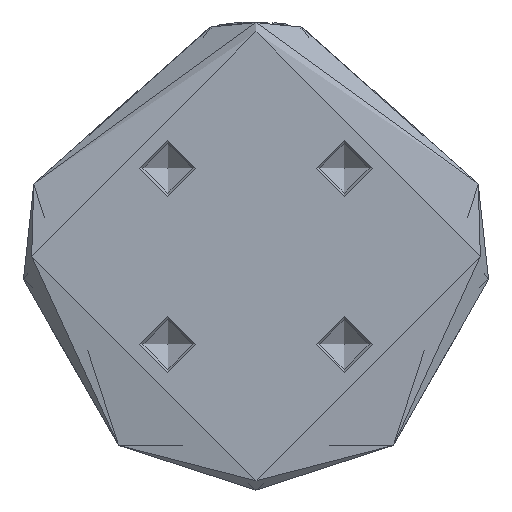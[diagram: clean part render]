
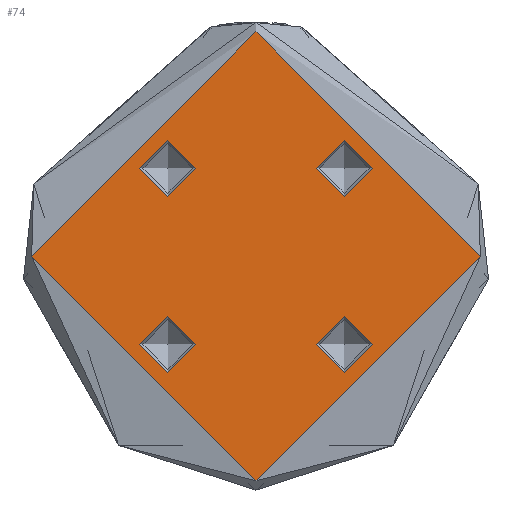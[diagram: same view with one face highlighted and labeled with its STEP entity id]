
A CAD part, front view. The second image highlights one B-rep face of the part: STEP entity #74.
In plain terms, the highlighted face is planar.
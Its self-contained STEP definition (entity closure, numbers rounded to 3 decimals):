
#56 = VERTEX_POINT ( 'NONE', #4597 ) ;
#74 = ADVANCED_FACE ( 'NONE', ( #4515, #3377, #3455, #3320, #3317 ), #2628, .F. ) ;
#131 = DIRECTION ( 'NONE',  ( 1., 0., 0. ) ) ;
#168 = EDGE_LOOP ( 'NONE', ( #4594 ) ) ;
#473 = AXIS2_PLACEMENT_3D ( 'NONE', #1280, #4497, #1751 ) ;
#839 = AXIS2_PLACEMENT_3D ( 'NONE', #2289, #5456, #2753 ) ;
#945 = CARTESIAN_POINT ( 'NONE',  ( 18.642, 14.142, 0. ) ) ;
#1177 = DIRECTION ( 'NONE',  ( 0., 0., -1. ) ) ;
#1262 = DIRECTION ( 'NONE',  ( -1., 0., 0. ) ) ;
#1280 = CARTESIAN_POINT ( 'NONE',  ( 14.142, -14.142, 0. ) ) ;
#1329 = EDGE_CURVE ( 'NONE', #56, #56, #4540, .T. ) ;
#1751 = DIRECTION ( 'NONE',  ( 1., 0., 0. ) ) ;
#1763 = CIRCLE ( 'NONE', #2216, 36. ) ;
#1787 = VERTEX_POINT ( 'NONE', #945 ) ;
#1990 = AXIS2_PLACEMENT_3D ( 'NONE', #3959, #1177, #4400 ) ;
#2008 = CIRCLE ( 'NONE', #473, 4.5 ) ;
#2216 = AXIS2_PLACEMENT_3D ( 'NONE', #5352, #2653, #5790 ) ;
#2289 = CARTESIAN_POINT ( 'NONE',  ( -14.142, -14.142, 0. ) ) ;
#2328 = EDGE_LOOP ( 'NONE', ( #5166 ) ) ;
#2628 = PLANE ( 'NONE',  #4212 ) ;
#2653 = DIRECTION ( 'NONE',  ( 0., 0., 1. ) ) ;
#2732 = AXIS2_PLACEMENT_3D ( 'NONE', #5583, #2883, #131 ) ;
#2753 = DIRECTION ( 'NONE',  ( -1., 0., 0. ) ) ;
#2883 = DIRECTION ( 'NONE',  ( 0., 0., 1. ) ) ;
#2902 = EDGE_LOOP ( 'NONE', ( #3406 ) ) ;
#3079 = CARTESIAN_POINT ( 'NONE',  ( 0., 0., 0. ) ) ;
#3246 = CARTESIAN_POINT ( 'NONE',  ( 18.642, -14.142, 0. ) ) ;
#3317 = FACE_OUTER_BOUND ( 'NONE', #4860, .T. ) ;
#3320 = FACE_BOUND ( 'NONE', #2328, .T. ) ;
#3325 = EDGE_CURVE ( 'NONE', #5545, #5545, #1763, .T. ) ;
#3377 = FACE_BOUND ( 'NONE', #5639, .T. ) ;
#3406 = ORIENTED_EDGE ( 'NONE', *, *, #5865, .F. ) ;
#3455 = FACE_BOUND ( 'NONE', #168, .T. ) ;
#3712 = ORIENTED_EDGE ( 'NONE', *, *, #1329, .T. ) ;
#3758 = CARTESIAN_POINT ( 'NONE',  ( -18.642, -14.142, 0. ) ) ;
#3959 = CARTESIAN_POINT ( 'NONE',  ( -14.142, 14.142, 0. ) ) ;
#4031 = DIRECTION ( 'NONE',  ( 0., 0., -1. ) ) ;
#4212 = AXIS2_PLACEMENT_3D ( 'NONE', #3079, #4031, #1262 ) ;
#4295 = EDGE_CURVE ( 'NONE', #5395, #5395, #2008, .T. ) ;
#4400 = DIRECTION ( 'NONE',  ( -1., 0., 0. ) ) ;
#4497 = DIRECTION ( 'NONE',  ( 0., 0., -1. ) ) ;
#4515 = FACE_BOUND ( 'NONE', #2902, .T. ) ;
#4540 = CIRCLE ( 'NONE', #1990, 4.5 ) ;
#4594 = ORIENTED_EDGE ( 'NONE', *, *, #4295, .T. ) ;
#4597 = CARTESIAN_POINT ( 'NONE',  ( -18.642, 14.142, 0. ) ) ;
#4728 = CIRCLE ( 'NONE', #2732, 4.5 ) ;
#4860 = EDGE_LOOP ( 'NONE', ( #4897 ) ) ;
#4897 = ORIENTED_EDGE ( 'NONE', *, *, #3325, .T. ) ;
#4948 = EDGE_CURVE ( 'NONE', #1787, #1787, #4728, .T. ) ;
#4987 = VERTEX_POINT ( 'NONE', #3758 ) ;
#5054 = CARTESIAN_POINT ( 'NONE',  ( 36., 0., 0. ) ) ;
#5166 = ORIENTED_EDGE ( 'NONE', *, *, #4948, .F. ) ;
#5185 = CIRCLE ( 'NONE', #839, 4.5 ) ;
#5352 = CARTESIAN_POINT ( 'NONE',  ( 0., 0., 0. ) ) ;
#5395 = VERTEX_POINT ( 'NONE', #3246 ) ;
#5456 = DIRECTION ( 'NONE',  ( 0., 0., 1. ) ) ;
#5545 = VERTEX_POINT ( 'NONE', #5054 ) ;
#5583 = CARTESIAN_POINT ( 'NONE',  ( 14.142, 14.142, 0. ) ) ;
#5639 = EDGE_LOOP ( 'NONE', ( #3712 ) ) ;
#5790 = DIRECTION ( 'NONE',  ( 1., 0., 0. ) ) ;
#5865 = EDGE_CURVE ( 'NONE', #4987, #4987, #5185, .T. ) ;
